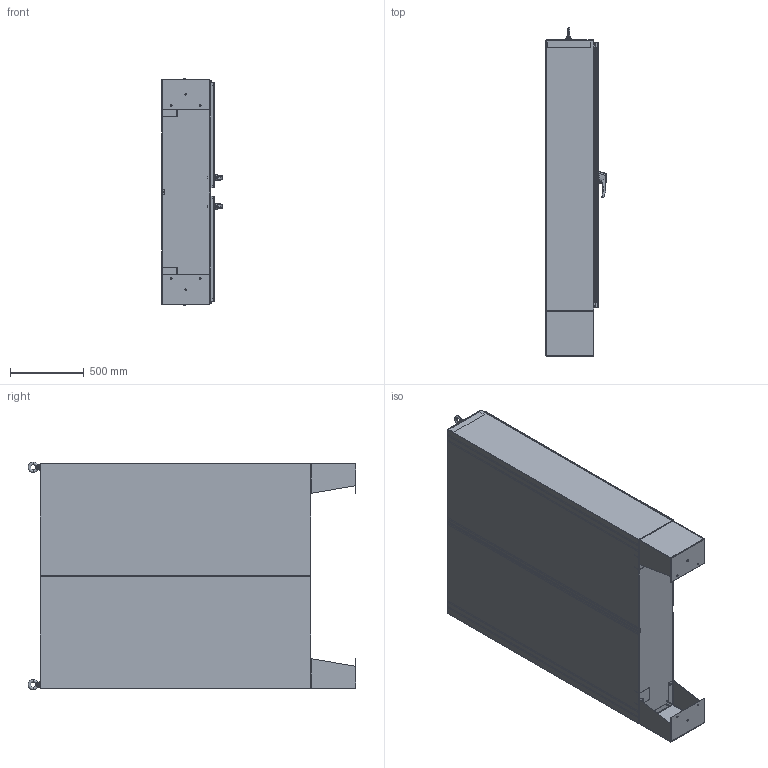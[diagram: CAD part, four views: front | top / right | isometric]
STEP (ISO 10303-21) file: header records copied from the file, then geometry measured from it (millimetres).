
FILE_DESCRIPTION (( 'STEP AP214' ), '1' );
FILE_NAME ('HN4FM726012S16.STEP', '2019-09-04T17:59:24', ( '' ), ( '' ), 'SwSTEP 2.0', 'SolidWorks 2018', '' );
FILE_SCHEMA (( 'AUTOMOTIVE_DESIGN' ));
Length unit declared in the file: inch
Products named in the file (1): HN4FM726012S16
Bounding box: 406.15 x 2217.95 x 1539.42 mm (x, y, z)
Volume: 33160608.6 mm3; surface area: 26291616.1 mm2
Topology: 137 solids, 139 shells, 4026 faces, 10435 edges, 6735 vertices
Faces by surface type: plane 1850, cylinder 1815, bspline 188, cone 157, torus 16
Entity records: 196195 total; most frequent: CARTESIAN_POINT 43448, DIRECTION 20870, ORIENTED_EDGE 20826, EDGE_CURVE 10413, AXIS2_PLACEMENT_3D 7576, VERTEX_POINT 6735, VECTOR 5718, LINE 5718
